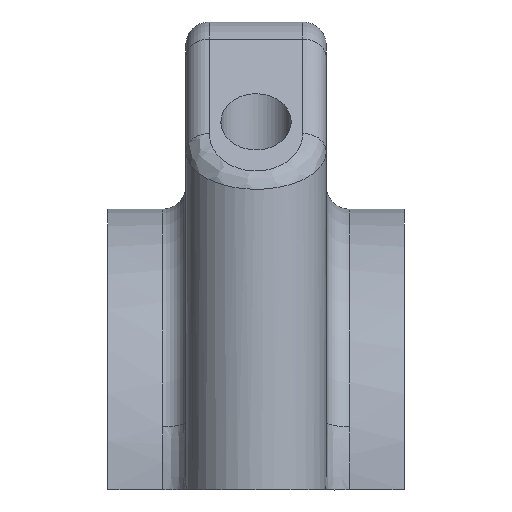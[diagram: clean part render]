
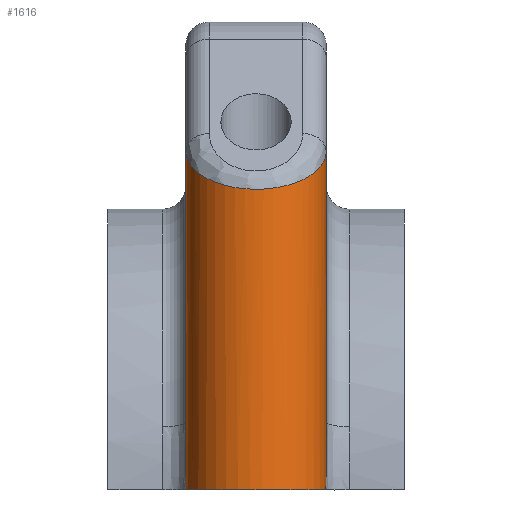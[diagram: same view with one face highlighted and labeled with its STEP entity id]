
A CAD part, front view. The second image highlights one B-rep face of the part: STEP entity #1616.
In plain terms, the highlighted cylindrical face has radius 9 mm (diameter 18 mm), a partial arc.
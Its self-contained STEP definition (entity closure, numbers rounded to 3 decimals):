
#395=CARTESIAN_POINT('Vertex',(9.,-38.,8.775)) ;
#546=CARTESIAN_POINT('Control Point',(9.,-38.,8.775)) ;
#547=CARTESIAN_POINT('Control Point',(9.,-38.166,7.818)) ;
#548=CARTESIAN_POINT('Control Point',(8.996,-38.308,6.857)) ;
#549=CARTESIAN_POINT('Control Point',(8.991,-38.428,5.891)) ;
#550=CARTESIAN_POINT('Control Point',(8.98,-38.604,4.135)) ;
#551=CARTESIAN_POINT('Control Point',(8.972,-38.705,2.372)) ;
#552=CARTESIAN_POINT('Control Point',(8.97,-38.735,1.582)) ;
#553=CARTESIAN_POINT('Control Point',(8.969,-38.75,0.791)) ;
#554=CARTESIAN_POINT('Control Point',(8.969,-38.75,0.)) ;
#555=CARTESIAN_POINT('Vertex',(8.969,-38.75,0.)) ;
#792=CARTESIAN_POINT('Line Origine',(9.,-38.,26.067)) ;
#796=CARTESIAN_POINT('Vertex',(9.,-38.,43.358)) ;
#1207=CARTESIAN_POINT('Vertex',(-9.,-38.,43.358)) ;
#1359=CARTESIAN_POINT('Control Point',(-9.,-38.,43.358)) ;
#1360=CARTESIAN_POINT('Control Point',(-9.,-38.68,42.996)) ;
#1361=CARTESIAN_POINT('Control Point',(-8.936,-39.36,42.633)) ;
#1362=CARTESIAN_POINT('Control Point',(-8.807,-40.034,42.274)) ;
#1363=CARTESIAN_POINT('Control Point',(-8.347,-41.615,41.43)) ;
#1364=CARTESIAN_POINT('Control Point',(-7.519,-43.092,40.643)) ;
#1365=CARTESIAN_POINT('Control Point',(-6.912,-43.897,40.213)) ;
#1366=CARTESIAN_POINT('Control Point',(-5.572,-45.231,39.502)) ;
#1367=CARTESIAN_POINT('Control Point',(-3.86,-46.204,38.982)) ;
#1368=CARTESIAN_POINT('Control Point',(-3.012,-46.556,38.795)) ;
#1369=CARTESIAN_POINT('Control Point',(-1.436,-46.979,38.569)) ;
#1370=CARTESIAN_POINT('Control Point',(0.209,-47.039,38.537)) ;
#1371=CARTESIAN_POINT('Control Point',(0.917,-46.995,38.561)) ;
#1372=CARTESIAN_POINT('Control Point',(2.471,-46.742,38.696)) ;
#1373=CARTESIAN_POINT('Control Point',(3.909,-46.173,38.999)) ;
#1374=CARTESIAN_POINT('Control Point',(4.649,-45.772,39.213)) ;
#1375=CARTESIAN_POINT('Control Point',(6.092,-44.764,39.751)) ;
#1376=CARTESIAN_POINT('Control Point',(7.213,-43.493,40.429)) ;
#1377=CARTESIAN_POINT('Control Point',(7.712,-42.76,40.819)) ;
#1378=CARTESIAN_POINT('Control Point',(8.423,-41.392,41.549)) ;
#1379=CARTESIAN_POINT('Control Point',(8.825,-39.94,42.323)) ;
#1380=CARTESIAN_POINT('Control Point',(8.942,-39.297,42.666)) ;
#1381=CARTESIAN_POINT('Control Point',(9.,-38.649,43.012)) ;
#1382=CARTESIAN_POINT('Control Point',(9.,-38.,43.358)) ;
#1478=CARTESIAN_POINT('Vertex',(-8.969,-38.75,0.)) ;
#1488=CARTESIAN_POINT('Axis2P3D Location',(0.,-38.,0.)) ;
#1545=CARTESIAN_POINT('Line Origine',(-9.,-38.,26.067)) ;
#1549=CARTESIAN_POINT('Vertex',(-9.,-38.,8.775)) ;
#1596=CARTESIAN_POINT('Axis2P3D Location',(0.,-38.,30.)) ;
#1602=CARTESIAN_POINT('Control Point',(-8.969,-38.75,0.)) ;
#1603=CARTESIAN_POINT('Control Point',(-8.969,-38.75,2.208)) ;
#1604=CARTESIAN_POINT('Control Point',(-8.979,-38.625,4.416)) ;
#1605=CARTESIAN_POINT('Control Point',(-9.,-38.375,6.61)) ;
#1606=CARTESIAN_POINT('Control Point',(-9.,-38.,8.775)) ;
#793=DIRECTION('Vector Direction',(0.,0.,1.)) ;
#1489=DIRECTION('Axis2P3D Direction',(0.,0.,-1.)) ;
#1546=DIRECTION('Vector Direction',(0.,0.,1.)) ;
#1597=DIRECTION('Axis2P3D Direction',(0.,0.,-1.)) ;
#1598=DIRECTION('Axis2P3D XDirection',(1.,0.,0.)) ;
#1490=AXIS2_PLACEMENT_3D('Circle Axis2P3D',#1488,#1489,$) ;
#1599=AXIS2_PLACEMENT_3D('Cylinder Axis2P3D',#1596,#1597,#1598) ;
#1609=ORIENTED_EDGE('',*,*,#1492,.F.) ;
#1610=ORIENTED_EDGE('',*,*,#557,.T.) ;
#1611=ORIENTED_EDGE('',*,*,#798,.T.) ;
#1612=ORIENTED_EDGE('',*,*,#1383,.F.) ;
#1613=ORIENTED_EDGE('',*,*,#1551,.F.) ;
#1614=ORIENTED_EDGE('',*,*,#1607,.T.) ;
#794=VECTOR('Line Direction',#793,1.) ;
#1547=VECTOR('Line Direction',#1546,1.) ;
#1616=ADVANCED_FACE('PartBody',(#1615),#1600,.T.) ;
#545=B_SPLINE_CURVE_WITH_KNOTS('',5,(#546,#547,#548,#549,#550,#551,#552,#553,#554),.UNSPECIFIED.,.F.,.U.,(6,3,6),(28.85,35.489,40.871),.UNSPECIFIED.) ;
#1358=B_SPLINE_CURVE_WITH_KNOTS('',5,(#1359,#1360,#1361,#1362,#1363,#1364,#1365,#1366,#1367,#1368,#1369,#1370,#1371,#1372,#1373,#1374,#1375,#1376,#1377,#1378,#1379,#1380,#1381,#1382),.UNSPECIFIED.,.F.,.U.,(6,3,3,3,3,3,3,6),(18.555,23.377,30.071,35.666,39.899,45.117,51.065,55.663),.UNSPECIFIED.) ;
#1601=B_SPLINE_CURVE_WITH_KNOTS('',4,(#1602,#1603,#1604,#1605,#1606),.UNSPECIFIED.,.F.,.U.,(5,5),(33.093,45.114),.UNSPECIFIED.) ;
#1491=CIRCLE('generated circle',#1490,9.) ;
#1600=CYLINDRICAL_SURFACE('generated cylinder',#1599,9.) ;
#557=EDGE_CURVE('',#556,#396,#545,.F.) ;
#798=EDGE_CURVE('',#396,#797,#795,.T.) ;
#1383=EDGE_CURVE('',#1208,#797,#1358,.T.) ;
#1492=EDGE_CURVE('',#556,#1479,#1491,.T.) ;
#1551=EDGE_CURVE('',#1550,#1208,#1548,.T.) ;
#1607=EDGE_CURVE('',#1550,#1479,#1601,.F.) ;
#1608=EDGE_LOOP('',(#1609,#1610,#1611,#1612,#1613,#1614)) ;
#1615=FACE_OUTER_BOUND('',#1608,.T.) ;
#795=LINE('Line',#792,#794) ;
#1548=LINE('Line',#1545,#1547) ;
#396=VERTEX_POINT('',#395) ;
#556=VERTEX_POINT('',#555) ;
#797=VERTEX_POINT('',#796) ;
#1208=VERTEX_POINT('',#1207) ;
#1479=VERTEX_POINT('',#1478) ;
#1550=VERTEX_POINT('',#1549) ;
